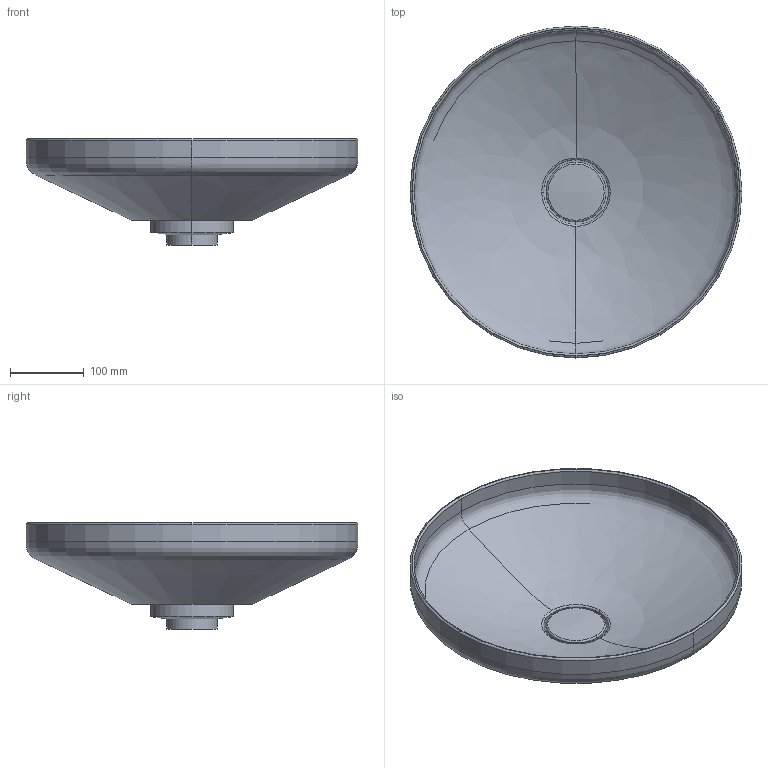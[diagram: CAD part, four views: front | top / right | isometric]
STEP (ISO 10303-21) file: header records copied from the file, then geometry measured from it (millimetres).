
FILE_DESCRIPTION(/* description */ ('AP214 STEP file'),/* implementation_level */ '2;1');
FILE_NAME(/* name */ '3995500H_out.stp',/* time_stamp */ '2022-10-26T11:21:12+02:00',/* author */ (''),/* organization */ (''),/* preprocessor_version */ 'ST-DEVELOPER v18.1',/* originating_system */ 'Elysium Co. Ltd. STEP Translator v8.3.0.0',/* authorisation */ '');
FILE_SCHEMA (('AUTOMOTIVE_DESIGN { 1 0 10303 214 3 1 1 }'));
Length unit declared in the file: millimetre
Products named in the file (4): Cut-Revolve2; Fillet11; Group49; 3995500H
Assembly tree (3 placements, depth 2):
  3995500H
    Cut-Revolve2
    Fillet11
    Group49
Bounding box: 450 x 450 x 143.87 mm (x, y, z)
Volume: 1867597.7 mm3; surface area: 479754.2 mm2
Topology: 3 solids, 3 shells, 108 faces, 244 edges, 138 vertices
Faces by surface type: torus 36, cylinder 32, plane 9, sphere 9, cone 8, bspline 8, revolution 6
Entity records: 2977 total; most frequent: CARTESIAN_POINT 869, ORIENTED_EDGE 472, AXIS2_PLACEMENT_3D 247, EDGE_CURVE 236, STYLED_ITEM 192, CIRCLE 170, VERTEX_POINT 138, EDGE_LOOP 114
